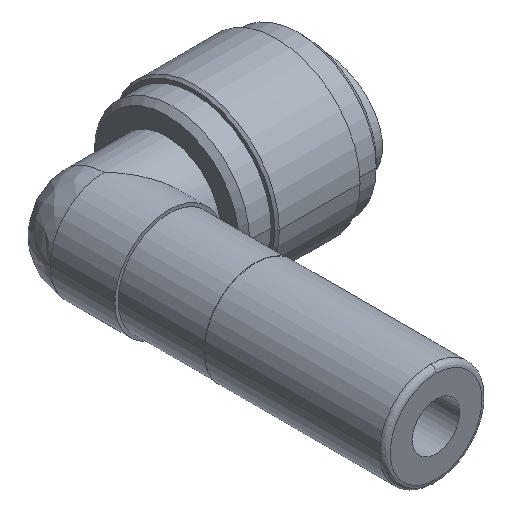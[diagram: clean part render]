
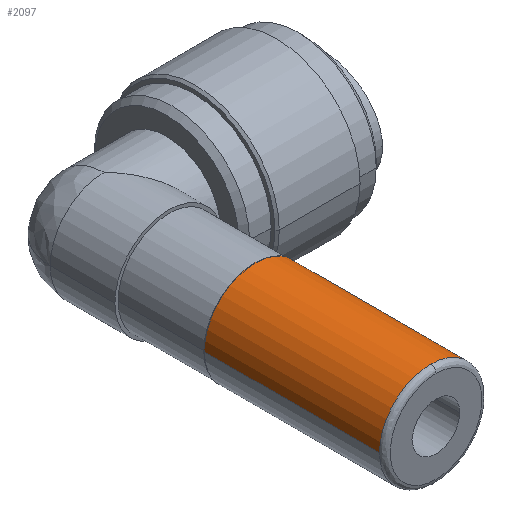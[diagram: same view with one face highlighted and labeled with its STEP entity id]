
A CAD part, isometric view. The second image highlights one B-rep face of the part: STEP entity #2097.
In plain terms, the highlighted cylindrical face has radius 4.75 mm (diameter 9.5 mm), a partial arc.
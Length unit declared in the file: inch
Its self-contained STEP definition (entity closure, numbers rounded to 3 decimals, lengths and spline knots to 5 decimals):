
#2 = VERTEX_POINT ( 'NONE', #594 ) ;
#29 = CARTESIAN_POINT ( 'NONE',  ( 0.18701, 0.34055, 0. ) ) ;
#44 = DIRECTION ( 'NONE',  ( -1., 0., 0. ) ) ;
#47 = CARTESIAN_POINT ( 'NONE',  ( -0.18701, 0.34055, 0. ) ) ;
#69 = CIRCLE ( 'NONE', #71, 0.18701 ) ;
#71 = AXIS2_PLACEMENT_3D ( 'NONE', #1549, #548, #1726 ) ;
#99 = FACE_OUTER_BOUND ( 'NONE', #1650, .T. ) ;
#139 = AXIS2_PLACEMENT_3D ( 'NONE', #1402, #405, #1571 ) ;
#203 = DIRECTION ( 'NONE',  ( 0., 1., 0. ) ) ;
#306 = EDGE_CURVE ( 'NONE', #651, #1485, #69, .T. ) ;
#405 = DIRECTION ( 'NONE',  ( 0., 1., 0. ) ) ;
#423 = VERTEX_POINT ( 'NONE', #1590 ) ;
#472 = VERTEX_POINT ( 'NONE', #1597 ) ;
#548 = DIRECTION ( 'NONE',  ( 0., -1., 0. ) ) ;
#584 = EDGE_CURVE ( 'NONE', #423, #2, #1125, .T. ) ;
#594 = CARTESIAN_POINT ( 'NONE',  ( 0., 0.01969, 0.18701 ) ) ;
#651 = VERTEX_POINT ( 'NONE', #1749 ) ;
#676 = CARTESIAN_POINT ( 'NONE',  ( 0., 0.01969, 0. ) ) ;
#774 = CARTESIAN_POINT ( 'NONE',  ( -0.18701, 0.66142, 0. ) ) ;
#838 = DIRECTION ( 'NONE',  ( -1., 0., 0. ) ) ;
#893 = DIRECTION ( 'NONE',  ( 0., 1., 0. ) ) ;
#963 = EDGE_CURVE ( 'NONE', #472, #651, #2003, .T. ) ;
#1038 = DIRECTION ( 'NONE',  ( 0., 1., 0. ) ) ;
#1054 = VECTOR ( 'NONE', #1038, 39.37008 ) ;
#1102 = VECTOR ( 'NONE', #203, 39.37008 ) ;
#1105 = LINE ( 'NONE', #47, #1054 ) ;
#1125 = CIRCLE ( 'NONE', #139, 0.18701 ) ;
#1128 = ORIENTED_EDGE ( 'NONE', *, *, #963, .T. ) ;
#1203 = ORIENTED_EDGE ( 'NONE', *, *, #1803, .F. ) ;
#1275 = ORIENTED_EDGE ( 'NONE', *, *, #306, .T. ) ;
#1402 = CARTESIAN_POINT ( 'NONE',  ( 0., 0.01969, 0. ) ) ;
#1480 = AXIS2_PLACEMENT_3D ( 'NONE', #1914, #893, #44 ) ;
#1485 = VERTEX_POINT ( 'NONE', #774 ) ;
#1549 = CARTESIAN_POINT ( 'NONE',  ( 0., 0.66142, 0. ) ) ;
#1571 = DIRECTION ( 'NONE',  ( -1., 0., 0. ) ) ;
#1590 = CARTESIAN_POINT ( 'NONE',  ( -0.18701, 0.01969, 0. ) ) ;
#1597 = CARTESIAN_POINT ( 'NONE',  ( 0.18701, 0.01969, 0. ) ) ;
#1641 = EDGE_CURVE ( 'NONE', #2, #472, #1757, .T. ) ;
#1650 = EDGE_LOOP ( 'NONE', ( #2024, #1842, #1128, #1275, #1203 ) ) ;
#1726 = DIRECTION ( 'NONE',  ( -1., 0., 0. ) ) ;
#1749 = CARTESIAN_POINT ( 'NONE',  ( 0.18701, 0.66142, 0. ) ) ;
#1757 = CIRCLE ( 'NONE', #2147, 0.18701 ) ;
#1803 = EDGE_CURVE ( 'NONE', #423, #1485, #1105, .T. ) ;
#1822 = CYLINDRICAL_SURFACE ( 'NONE', #1480, 0.18701 ) ;
#1842 = ORIENTED_EDGE ( 'NONE', *, *, #1641, .T. ) ;
#1859 = DIRECTION ( 'NONE',  ( 0., 1., 0. ) ) ;
#1914 = CARTESIAN_POINT ( 'NONE',  ( 0., 0.34055, 0. ) ) ;
#2003 = LINE ( 'NONE', #29, #1102 ) ;
#2024 = ORIENTED_EDGE ( 'NONE', *, *, #584, .T. ) ;
#2097 = ADVANCED_FACE ( 'NONE', ( #99 ), #1822, .T. ) ;
#2147 = AXIS2_PLACEMENT_3D ( 'NONE', #676, #1859, #838 ) ;
